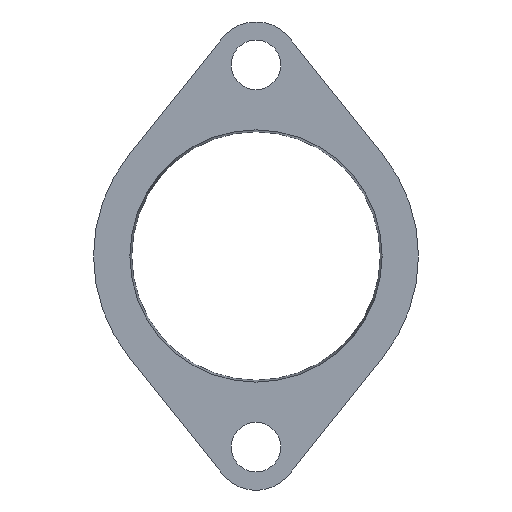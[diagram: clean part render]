
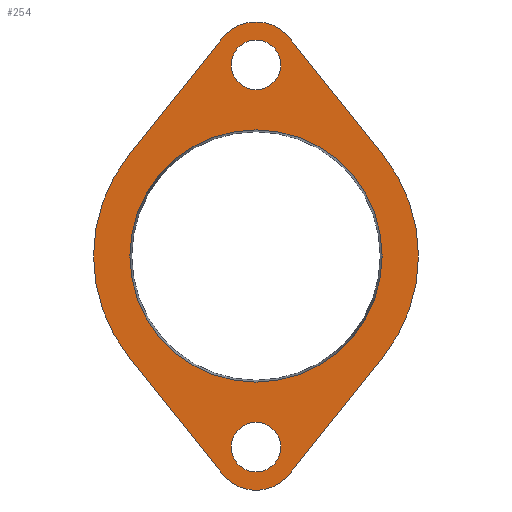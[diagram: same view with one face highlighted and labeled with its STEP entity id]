
A CAD part, front view. The second image highlights one B-rep face of the part: STEP entity #254.
In plain terms, the highlighted planar face has unit normal (0, -1, 0).
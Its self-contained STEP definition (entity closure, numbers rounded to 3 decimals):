
#15=FACE_BOUND('',#51,.T.);
#16=FACE_BOUND('',#52,.T.);
#17=FACE_BOUND('',#53,.T.);
#21=PLANE('',#285);
#36=FACE_OUTER_BOUND('',#50,.T.);
#50=EDGE_LOOP('',(#189,#190,#191,#192,#193,#194,#195,#196));
#51=EDGE_LOOP('',(#197));
#52=EDGE_LOOP('',(#198));
#53=EDGE_LOOP('',(#199));
#70=LINE('',#405,#90);
#71=LINE('',#409,#91);
#72=LINE('',#413,#92);
#73=LINE('',#416,#93);
#90=VECTOR('',#327,10.);
#91=VECTOR('',#330,10.);
#92=VECTOR('',#333,10.);
#93=VECTOR('',#336,10.);
#108=CIRCLE('',#281,13.2);
#111=CIRCLE('',#286,17.);
#112=CIRCLE('',#287,4.5);
#113=CIRCLE('',#288,17.);
#114=CIRCLE('',#289,4.5);
#115=CIRCLE('',#290,2.6);
#116=CIRCLE('',#291,2.6);
#123=VERTEX_POINT('',#391);
#126=VERTEX_POINT('',#401);
#127=VERTEX_POINT('',#402);
#128=VERTEX_POINT('',#404);
#129=VERTEX_POINT('',#406);
#130=VERTEX_POINT('',#408);
#131=VERTEX_POINT('',#410);
#132=VERTEX_POINT('',#412);
#133=VERTEX_POINT('',#414);
#134=VERTEX_POINT('',#417);
#135=VERTEX_POINT('',#419);
#146=EDGE_CURVE('',#123,#123,#108,.T.);
#151=EDGE_CURVE('',#126,#127,#111,.T.);
#152=EDGE_CURVE('',#127,#128,#70,.T.);
#153=EDGE_CURVE('',#128,#129,#112,.T.);
#154=EDGE_CURVE('',#129,#130,#71,.T.);
#155=EDGE_CURVE('',#130,#131,#113,.T.);
#156=EDGE_CURVE('',#131,#132,#72,.T.);
#157=EDGE_CURVE('',#132,#133,#114,.T.);
#158=EDGE_CURVE('',#133,#126,#73,.T.);
#159=EDGE_CURVE('',#134,#134,#115,.F.);
#160=EDGE_CURVE('',#135,#135,#116,.F.);
#189=ORIENTED_EDGE('',*,*,#151,.T.);
#190=ORIENTED_EDGE('',*,*,#152,.T.);
#191=ORIENTED_EDGE('',*,*,#153,.T.);
#192=ORIENTED_EDGE('',*,*,#154,.T.);
#193=ORIENTED_EDGE('',*,*,#155,.T.);
#194=ORIENTED_EDGE('',*,*,#156,.T.);
#195=ORIENTED_EDGE('',*,*,#157,.T.);
#196=ORIENTED_EDGE('',*,*,#158,.T.);
#197=ORIENTED_EDGE('',*,*,#159,.T.);
#198=ORIENTED_EDGE('',*,*,#160,.T.);
#199=ORIENTED_EDGE('',*,*,#146,.F.);
#254=ADVANCED_FACE('',(#36,#15,#16,#17),#21,.T.);
#281=AXIS2_PLACEMENT_3D('',#392,#313,#314);
#285=AXIS2_PLACEMENT_3D('',#400,#323,#324);
#286=AXIS2_PLACEMENT_3D('',#403,#325,#326);
#287=AXIS2_PLACEMENT_3D('',#407,#328,#329);
#288=AXIS2_PLACEMENT_3D('',#411,#331,#332);
#289=AXIS2_PLACEMENT_3D('',#415,#334,#335);
#290=AXIS2_PLACEMENT_3D('',#418,#337,#338);
#291=AXIS2_PLACEMENT_3D('',#420,#339,#340);
#313=DIRECTION('center_axis',(0.,-1.,0.));
#314=DIRECTION('ref_axis',(1.,0.,0.));
#323=DIRECTION('center_axis',(0.,-1.,0.));
#324=DIRECTION('ref_axis',(1.,0.,0.));
#325=DIRECTION('center_axis',(0.,-1.,0.));
#326=DIRECTION('ref_axis',(1.,0.,0.));
#327=DIRECTION('',(0.625,0.,-0.781));
#328=DIRECTION('center_axis',(0.,-1.,0.));
#329=DIRECTION('ref_axis',(1.,0.,0.));
#330=DIRECTION('',(0.625,0.,0.781));
#331=DIRECTION('center_axis',(0.,-1.,0.));
#332=DIRECTION('ref_axis',(1.,0.,0.));
#333=DIRECTION('',(-0.625,0.,0.781));
#334=DIRECTION('center_axis',(0.,-1.,0.));
#335=DIRECTION('ref_axis',(1.,0.,0.));
#336=DIRECTION('',(-0.625,0.,-0.781));
#337=DIRECTION('center_axis',(0.,-1.,0.));
#338=DIRECTION('ref_axis',(1.,0.,0.));
#339=DIRECTION('center_axis',(0.,-1.,0.));
#340=DIRECTION('ref_axis',(1.,0.,0.));
#391=CARTESIAN_POINT('',(-350.38,-25.48,30.511));
#392=CARTESIAN_POINT('Origin',(-337.18,-25.48,30.511));
#400=CARTESIAN_POINT('Origin',(-337.18,-25.48,30.511));
#401=CARTESIAN_POINT('',(-350.45,-25.48,41.136));
#402=CARTESIAN_POINT('',(-350.45,-25.48,19.886));
#403=CARTESIAN_POINT('Origin',(-337.18,-25.48,30.511));
#404=CARTESIAN_POINT('',(-340.693,-25.48,7.698));
#405=CARTESIAN_POINT('',(-350.45,-25.48,19.886));
#406=CARTESIAN_POINT('',(-333.667,-25.48,7.698));
#407=CARTESIAN_POINT('Origin',(-337.18,-25.48,10.511));
#408=CARTESIAN_POINT('',(-323.909,-25.48,19.886));
#409=CARTESIAN_POINT('',(-333.667,-25.48,7.698));
#410=CARTESIAN_POINT('',(-323.909,-25.48,41.136));
#411=CARTESIAN_POINT('Origin',(-337.18,-25.48,30.511));
#412=CARTESIAN_POINT('',(-333.667,-25.48,53.323));
#413=CARTESIAN_POINT('',(-333.667,-25.48,53.323));
#414=CARTESIAN_POINT('',(-340.693,-25.48,53.323));
#415=CARTESIAN_POINT('Origin',(-337.18,-25.48,50.511));
#416=CARTESIAN_POINT('',(-350.45,-25.48,41.136));
#417=CARTESIAN_POINT('',(-339.78,-25.48,50.511));
#418=CARTESIAN_POINT('Origin',(-337.18,-25.48,50.511));
#419=CARTESIAN_POINT('',(-339.78,-25.48,10.511));
#420=CARTESIAN_POINT('Origin',(-337.18,-25.48,10.511));
